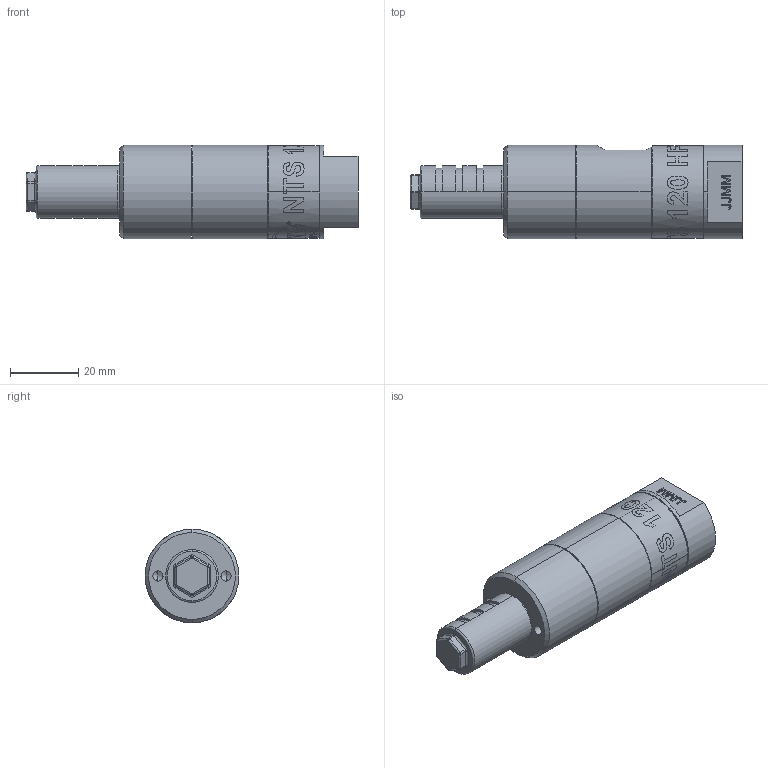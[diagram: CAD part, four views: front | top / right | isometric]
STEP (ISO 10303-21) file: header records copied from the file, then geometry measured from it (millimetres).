
FILE_DESCRIPTION (( 'STEP AP214' ), '1' );
FILE_NAME ('NTS 120 HF Kolbenvibrator #01912600.STEP', '2022-01-25T08:01:30', ( '' ), ( '' ), 'SwSTEP 2.0', 'SolidWorks 2015', '' );
FILE_SCHEMA (( 'AUTOMOTIVE_DESIGN' ));
Length unit declared in the file: millimetre
Products named in the file (1): NTS 120 HF Kolbenvibrator #01912600
Bounding box: 97.5 x 27.5 x 27.5 mm (x, y, z)
Volume: 45141.2 mm3; surface area: 18511.9 mm2
Topology: 6 solids, 6 shells, 316 faces, 1202 edges, 969 vertices
Faces by surface type: cylinder 163, plane 88, cone 28, bspline 16, torus 13, sphere 8
Entity records: 21126 total; most frequent: CARTESIAN_POINT 10701, ORIENTED_EDGE 2364, DIRECTION 1685, EDGE_CURVE 1182, VERTEX_POINT 969, AXIS2_PLACEMENT_3D 661, B_SPLINE_CURVE_WITH_KNOTS 455, EDGE_LOOP 415
